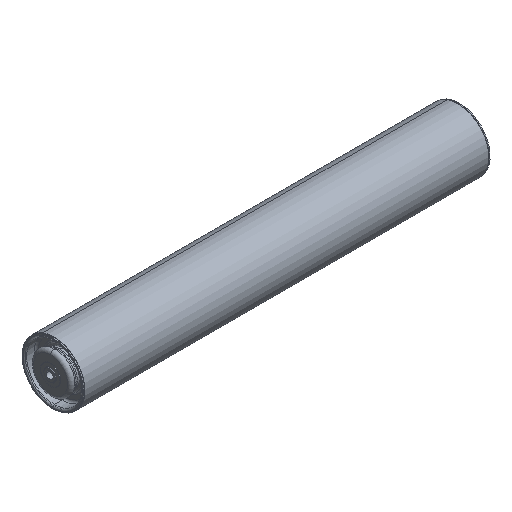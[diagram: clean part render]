
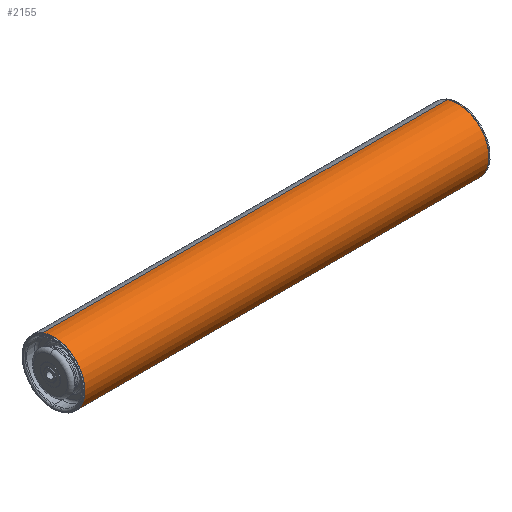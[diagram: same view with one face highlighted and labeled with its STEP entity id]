
A CAD part, isometric view. The second image highlights one B-rep face of the part: STEP entity #2155.
In plain terms, the highlighted cylindrical face has radius 30 mm (diameter 60 mm), a partial arc.
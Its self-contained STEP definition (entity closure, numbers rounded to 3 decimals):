
#746 = FACE_OUTER_BOUND ( 'NONE', #1390, .T. ) ;
#1002 = CARTESIAN_POINT ( 'NONE',  ( 3.7, 10.749, 28.008 ) ) ;
#1007 = VERTEX_POINT ( 'NONE', #4633 ) ;
#1390 = EDGE_LOOP ( 'NONE', ( #13104, #13946, #10531, #13261 ) ) ;
#1750 = DIRECTION ( 'NONE',  ( 1., 0., 0. ) ) ;
#1751 = CARTESIAN_POINT ( 'NONE',  ( 395.3, 0., 0. ) ) ;
#2155 = ADVANCED_FACE ( 'NONE', ( #746 ), #6330, .T. ) ;
#2393 = DIRECTION ( 'NONE',  ( 0., -0.358, -0.934 ) ) ;
#2484 = VERTEX_POINT ( 'NONE', #11485 ) ;
#2712 = DIRECTION ( 'NONE',  ( 0., 0.358, 0.934 ) ) ;
#2851 = LINE ( 'NONE', #13605, #6345 ) ;
#3489 = EDGE_CURVE ( 'NONE', #1007, #6512, #10106, .T. ) ;
#4627 = CARTESIAN_POINT ( 'NONE',  ( 395.3, 0., 0. ) ) ;
#4633 = CARTESIAN_POINT ( 'NONE',  ( 395.3, 10.749, 28.008 ) ) ;
#5080 = DIRECTION ( 'NONE',  ( 0., -0.358, -0.934 ) ) ;
#5177 = VECTOR ( 'NONE', #11867, 1000. ) ;
#6330 = CYLINDRICAL_SURFACE ( 'NONE', #11933, 30. ) ;
#6345 = VECTOR ( 'NONE', #12708, 1000. ) ;
#6512 = VERTEX_POINT ( 'NONE', #1002 ) ;
#6693 = CIRCLE ( 'NONE', #11722, 30. ) ;
#7195 = EDGE_CURVE ( 'NONE', #1007, #8832, #13428, .T. ) ;
#7256 = CARTESIAN_POINT ( 'NONE',  ( 3.7, 0., 0. ) ) ;
#8832 = VERTEX_POINT ( 'NONE', #10768 ) ;
#9569 = CARTESIAN_POINT ( 'NONE',  ( 395.3, 10.749, 28.008 ) ) ;
#9734 = EDGE_CURVE ( 'NONE', #6512, #2484, #6693, .T. ) ;
#10106 = LINE ( 'NONE', #9569, #5177 ) ;
#10531 = ORIENTED_EDGE ( 'NONE', *, *, #3489, .T. ) ;
#10768 = CARTESIAN_POINT ( 'NONE',  ( 395.3, -10.749, -28.008 ) ) ;
#11485 = CARTESIAN_POINT ( 'NONE',  ( 3.7, -10.749, -28.008 ) ) ;
#11722 = AXIS2_PLACEMENT_3D ( 'NONE', #7256, #1750, #5080 ) ;
#11867 = DIRECTION ( 'NONE',  ( -1., 0., 0. ) ) ;
#11933 = AXIS2_PLACEMENT_3D ( 'NONE', #1751, #13964, #2712 ) ;
#12708 = DIRECTION ( 'NONE',  ( -1., 0., 0. ) ) ;
#12924 = EDGE_CURVE ( 'NONE', #8832, #2484, #2851, .T. ) ;
#13104 = ORIENTED_EDGE ( 'NONE', *, *, #12924, .F. ) ;
#13261 = ORIENTED_EDGE ( 'NONE', *, *, #9734, .T. ) ;
#13296 = AXIS2_PLACEMENT_3D ( 'NONE', #4627, #13829, #2393 ) ;
#13428 = CIRCLE ( 'NONE', #13296, 30. ) ;
#13605 = CARTESIAN_POINT ( 'NONE',  ( 395.3, -10.749, -28.008 ) ) ;
#13829 = DIRECTION ( 'NONE',  ( 1., 0., 0. ) ) ;
#13946 = ORIENTED_EDGE ( 'NONE', *, *, #7195, .F. ) ;
#13964 = DIRECTION ( 'NONE',  ( -1., 0., 0. ) ) ;
